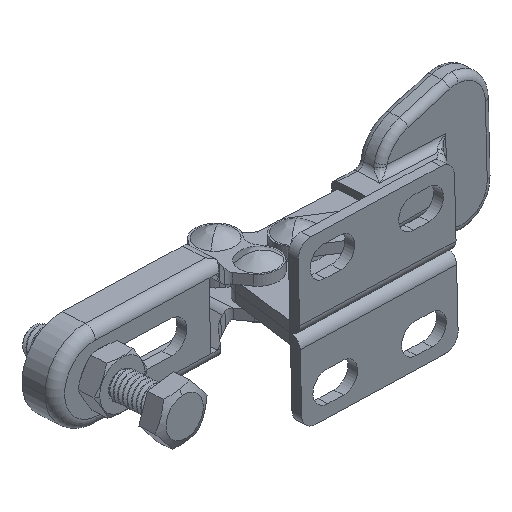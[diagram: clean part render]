
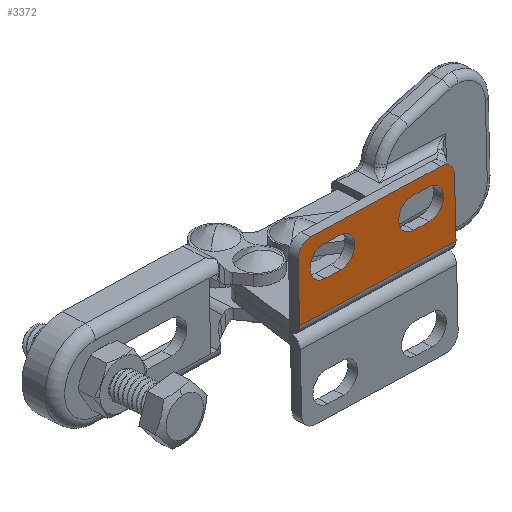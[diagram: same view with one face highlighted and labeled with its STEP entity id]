
A CAD part, isometric view. The second image highlights one B-rep face of the part: STEP entity #3372.
In plain terms, the highlighted face is planar.
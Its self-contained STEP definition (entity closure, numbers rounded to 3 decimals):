
#451 = ORIENTED_EDGE ( 'NONE', *, *, #26387, .T. ) ;
#986 = VECTOR ( 'NONE', #31282, 1000. ) ;
#1094 = CARTESIAN_POINT ( 'NONE',  ( 0., 0., 11.9 ) ) ;
#1163 = DIRECTION ( 'NONE',  ( 0., 0., 1. ) ) ;
#1321 = VECTOR ( 'NONE', #7069, 1000. ) ;
#1540 = CARTESIAN_POINT ( 'NONE',  ( -17.44, 0., 10.15 ) ) ;
#1716 = ORIENTED_EDGE ( 'NONE', *, *, #7123, .T. ) ;
#2247 = CARTESIAN_POINT ( 'NONE',  ( -17.44, 0., 5.75 ) ) ;
#2704 = CARTESIAN_POINT ( 'NONE',  ( -23.8, 0., 1.5 ) ) ;
#3170 = CIRCLE ( 'NONE', #13088, 2.2 ) ;
#3185 = CARTESIAN_POINT ( 'NONE',  ( -21.8, 0., 11.9 ) ) ;
#3236 = VERTEX_POINT ( 'NONE', #23078 ) ;
#3372 = ADVANCED_FACE ( 'NONE', ( #21879, #26788, #19542 ), #31049, .F. ) ;
#3384 = CARTESIAN_POINT ( 'NONE',  ( -22.972, 0., 11.9 ) ) ;
#3695 = CARTESIAN_POINT ( 'NONE',  ( -6.34, 0., 5.75 ) ) ;
#4152 = DIRECTION ( 'NONE',  ( -1., 0., 0. ) ) ;
#4338 = CARTESIAN_POINT ( 'NONE',  ( -6.34, 0., 5.75 ) ) ;
#4445 = ORIENTED_EDGE ( 'NONE', *, *, #12901, .T. ) ;
#4463 = CARTESIAN_POINT ( 'NONE',  ( 0., 0., 11.9 ) ) ;
#4485 = LINE ( 'NONE', #4338, #18304 ) ;
#4872 = EDGE_CURVE ( 'NONE', #16404, #29471, #22586, .T. ) ;
#5049 = VERTEX_POINT ( 'NONE', #8599 ) ;
#5462 = VERTEX_POINT ( 'NONE', #30579 ) ;
#5544 = EDGE_CURVE ( 'NONE', #17939, #30492, #4485, .T. ) ;
#6463 = DIRECTION ( 'NONE',  ( 1., 0., 0. ) ) ;
#6615 = DIRECTION ( 'NONE',  ( 0., -1., 0. ) ) ;
#6821 = DIRECTION ( 'NONE',  ( -1., 0., 0. ) ) ;
#6968 = CARTESIAN_POINT ( 'NONE',  ( -17.44, 0., 5.75 ) ) ;
#7069 = DIRECTION ( 'NONE',  ( -1., 0., 0. ) ) ;
#7123 = EDGE_CURVE ( 'NONE', #29471, #3236, #15263, .T. ) ;
#7200 = VERTEX_POINT ( 'NONE', #21712 ) ;
#8161 =( BOUNDED_CURVE ( )  B_SPLINE_CURVE ( 3, ( #3185, #3384, #8340, #25476 ),
 .UNSPECIFIED., .F., .F. ) 
 B_SPLINE_CURVE_WITH_KNOTS ( ( 4, 4 ),
 ( 1.571, 3.142 ),
 .UNSPECIFIED. ) 
 CURVE ( )  GEOMETRIC_REPRESENTATION_ITEM ( )  RATIONAL_B_SPLINE_CURVE ( ( 1., 0.805, 0.805, 1. ) ) 
 REPRESENTATION_ITEM ( '' )  );
#8202 = VECTOR ( 'NONE', #12029, 1000. ) ;
#8287 = VERTEX_POINT ( 'NONE', #31518 ) ;
#8340 = CARTESIAN_POINT ( 'NONE',  ( -23.8, 0., 11.072 ) ) ;
#8484 = CARTESIAN_POINT ( 'NONE',  ( -6.34, 0., 7.95 ) ) ;
#8599 = CARTESIAN_POINT ( 'NONE',  ( -23.8, 0., 9.9 ) ) ;
#8920 = LINE ( 'NONE', #25118, #9697 ) ;
#9558 = CARTESIAN_POINT ( 'NONE',  ( -23.8, 0., 11.9 ) ) ;
#9697 = VECTOR ( 'NONE', #10464, 1000. ) ;
#9758 = VERTEX_POINT ( 'NONE', #27650 ) ;
#10229 = EDGE_CURVE ( 'NONE', #24586, #5462, #30104, .T. ) ;
#10282 = EDGE_LOOP ( 'NONE', ( #21398, #451, #23225, #18537, #16518, #27473 ) ) ;
#10363 = DIRECTION ( 'NONE',  ( 0., 0., -1. ) ) ;
#10464 = DIRECTION ( 'NONE',  ( 1., 0., 0. ) ) ;
#10502 = EDGE_CURVE ( 'NONE', #31361, #9758, #25504, .T. ) ;
#10951 = DIRECTION ( 'NONE',  ( 0., 0., 1. ) ) ;
#11067 = ORIENTED_EDGE ( 'NONE', *, *, #5544, .T. ) ;
#11871 = VERTEX_POINT ( 'NONE', #18686 ) ;
#12029 = DIRECTION ( 'NONE',  ( 0., 0., -1. ) ) ;
#12827 = ORIENTED_EDGE ( 'NONE', *, *, #19252, .T. ) ;
#12901 = EDGE_CURVE ( 'NONE', #22376, #16404, #22461, .T. ) ;
#12926 = DIRECTION ( 'NONE',  ( 0., 1., 0. ) ) ;
#13088 = AXIS2_PLACEMENT_3D ( 'NONE', #13456, #30551, #15927 ) ;
#13094 = CARTESIAN_POINT ( 'NONE',  ( -3.94, 0., 5.75 ) ) ;
#13310 = EDGE_CURVE ( 'NONE', #5049, #31361, #14744, .T. ) ;
#13456 = CARTESIAN_POINT ( 'NONE',  ( -17.44, 0., 7.95 ) ) ;
#13607 = CARTESIAN_POINT ( 'NONE',  ( -19.84, 0., 10.15 ) ) ;
#13700 = AXIS2_PLACEMENT_3D ( 'NONE', #27528, #12926, #30018 ) ;
#13975 = LINE ( 'NONE', #4463, #26203 ) ;
#14744 = LINE ( 'NONE', #9558, #8202 ) ;
#15263 = LINE ( 'NONE', #1540, #20996 ) ;
#15710 = AXIS2_PLACEMENT_3D ( 'NONE', #30480, #15859, #1163 ) ;
#15795 = DIRECTION ( 'NONE',  ( 1., 0., 0. ) ) ;
#15859 = DIRECTION ( 'NONE',  ( 0., 1., 0. ) ) ;
#15927 = DIRECTION ( 'NONE',  ( 0., 0., -1. ) ) ;
#16008 = AXIS2_PLACEMENT_3D ( 'NONE', #21321, #6615, #23774 ) ;
#16404 = VERTEX_POINT ( 'NONE', #20166 ) ;
#16518 = ORIENTED_EDGE ( 'NONE', *, *, #13310, .T. ) ;
#16685 = AXIS2_PLACEMENT_3D ( 'NONE', #8484, #25613, #10951 ) ;
#16767 = EDGE_CURVE ( 'NONE', #8287, #17939, #29506, .T. ) ;
#16843 = EDGE_LOOP ( 'NONE', ( #1716, #12827, #4445, #25399 ) ) ;
#17596 = EDGE_LOOP ( 'NONE', ( #11067, #28024, #30307, #19337 ) ) ;
#17939 = VERTEX_POINT ( 'NONE', #13094 ) ;
#18304 = VECTOR ( 'NONE', #6821, 1000. ) ;
#18537 = ORIENTED_EDGE ( 'NONE', *, *, #22588, .T. ) ;
#18686 = CARTESIAN_POINT ( 'NONE',  ( -6.34, 0., 10.15 ) ) ;
#18887 = DIRECTION ( 'NONE',  ( 0., 1., 0. ) ) ;
#19252 = EDGE_CURVE ( 'NONE', #3236, #22376, #3170, .T. ) ;
#19322 = CARTESIAN_POINT ( 'NONE',  ( 0., 0., 1.5 ) ) ;
#19337 = ORIENTED_EDGE ( 'NONE', *, *, #16767, .T. ) ;
#19542 = FACE_OUTER_BOUND ( 'NONE', #10282, .T. ) ;
#20166 = CARTESIAN_POINT ( 'NONE',  ( -19.84, 0., 5.75 ) ) ;
#20996 = VECTOR ( 'NONE', #6463, 1000. ) ;
#21321 = CARTESIAN_POINT ( 'NONE',  ( -2., 0., 9.9 ) ) ;
#21398 = ORIENTED_EDGE ( 'NONE', *, *, #26482, .F. ) ;
#21712 = CARTESIAN_POINT ( 'NONE',  ( 0., 0., 9.9 ) ) ;
#21879 = FACE_BOUND ( 'NONE', #17596, .T. ) ;
#22376 = VERTEX_POINT ( 'NONE', #2247 ) ;
#22461 = LINE ( 'NONE', #6968, #1321 ) ;
#22586 = CIRCLE ( 'NONE', #13700, 2.2 ) ;
#22588 = EDGE_CURVE ( 'NONE', #24586, #5049, #8161, .T. ) ;
#23078 = CARTESIAN_POINT ( 'NONE',  ( -17.44, 0., 10.15 ) ) ;
#23225 = ORIENTED_EDGE ( 'NONE', *, *, #10229, .F. ) ;
#23774 = DIRECTION ( 'NONE',  ( -1., 0., 0. ) ) ;
#24586 = VERTEX_POINT ( 'NONE', #28928 ) ;
#25118 = CARTESIAN_POINT ( 'NONE',  ( -6.34, 0., 10.15 ) ) ;
#25399 = ORIENTED_EDGE ( 'NONE', *, *, #4872, .T. ) ;
#25476 = CARTESIAN_POINT ( 'NONE',  ( -23.8, 0., 9.9 ) ) ;
#25504 = LINE ( 'NONE', #19322, #986 ) ;
#25613 = DIRECTION ( 'NONE',  ( 0., 1., 0. ) ) ;
#26203 = VECTOR ( 'NONE', #10363, 1000. ) ;
#26387 = EDGE_CURVE ( 'NONE', #7200, #5462, #28484, .T. ) ;
#26482 = EDGE_CURVE ( 'NONE', #7200, #9758, #13975, .T. ) ;
#26788 = FACE_BOUND ( 'NONE', #16843, .T. ) ;
#27473 = ORIENTED_EDGE ( 'NONE', *, *, #10502, .T. ) ;
#27528 = CARTESIAN_POINT ( 'NONE',  ( -19.84, 0., 7.95 ) ) ;
#27571 = AXIS2_PLACEMENT_3D ( 'NONE', #28570, #18887, #4152 ) ;
#27650 = CARTESIAN_POINT ( 'NONE',  ( 0., 0., 1.5 ) ) ;
#27943 = EDGE_CURVE ( 'NONE', #11871, #8287, #8920, .T. ) ;
#28024 = ORIENTED_EDGE ( 'NONE', *, *, #29361, .T. ) ;
#28484 = CIRCLE ( 'NONE', #16008, 2. ) ;
#28570 = CARTESIAN_POINT ( 'NONE',  ( 0., 0., 11.9 ) ) ;
#28928 = CARTESIAN_POINT ( 'NONE',  ( -21.8, 0., 11.9 ) ) ;
#29323 = VECTOR ( 'NONE', #15795, 1000. ) ;
#29361 = EDGE_CURVE ( 'NONE', #30492, #11871, #31465, .T. ) ;
#29471 = VERTEX_POINT ( 'NONE', #13607 ) ;
#29506 = CIRCLE ( 'NONE', #15710, 2.2 ) ;
#30018 = DIRECTION ( 'NONE',  ( 0., 0., -1. ) ) ;
#30104 = LINE ( 'NONE', #1094, #29323 ) ;
#30307 = ORIENTED_EDGE ( 'NONE', *, *, #27943, .T. ) ;
#30480 = CARTESIAN_POINT ( 'NONE',  ( -3.94, 0., 7.95 ) ) ;
#30492 = VERTEX_POINT ( 'NONE', #3695 ) ;
#30551 = DIRECTION ( 'NONE',  ( 0., 1., 0. ) ) ;
#30579 = CARTESIAN_POINT ( 'NONE',  ( -2., 0., 11.9 ) ) ;
#31049 = PLANE ( 'NONE',  #27571 ) ;
#31282 = DIRECTION ( 'NONE',  ( 1., 0., 0. ) ) ;
#31361 = VERTEX_POINT ( 'NONE', #2704 ) ;
#31465 = CIRCLE ( 'NONE', #16685, 2.2 ) ;
#31518 = CARTESIAN_POINT ( 'NONE',  ( -3.94, 0., 10.15 ) ) ;
